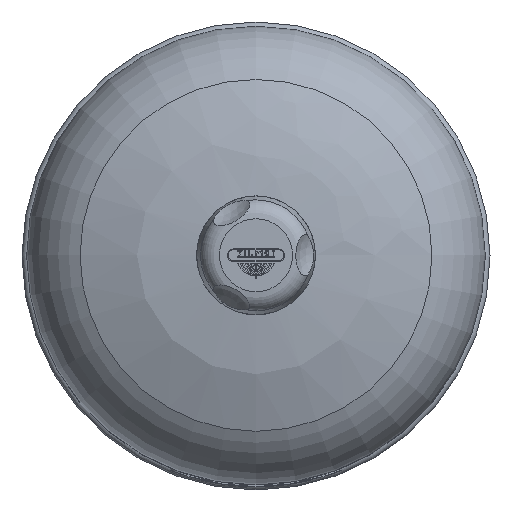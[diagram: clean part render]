
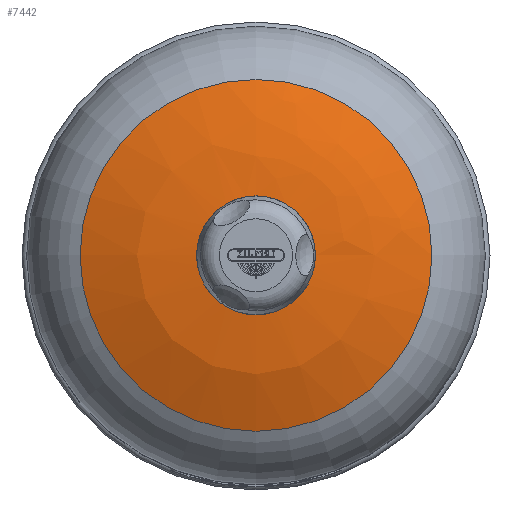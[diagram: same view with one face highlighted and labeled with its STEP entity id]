
A CAD part, top view. The second image highlights one B-rep face of the part: STEP entity #7442.
In plain terms, the highlighted free-form (B-spline) face has degree [2, 2] with [3, 9] control points.
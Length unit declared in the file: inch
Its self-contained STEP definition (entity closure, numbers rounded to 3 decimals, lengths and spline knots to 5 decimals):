
#16=(
BOUNDED_SURFACE()
B_SPLINE_SURFACE(2,2,((#13139,#13140,#13141,#13142,#13143,#13144,#13145,
#13146,#13147),(#13148,#13149,#13150,#13151,#13152,#13153,#13154,#13155,
#13156),(#13157,#13158,#13159,#13160,#13161,#13162,#13163,#13164,#13165)),
 .UNSPECIFIED.,.F.,.T.,.F.)
B_SPLINE_SURFACE_WITH_KNOTS((3,3),(3,2,2,2,3),(1.14867,1.54787),
(-3.14159,-1.5708,0.,1.5708,3.14159),
 .UNSPECIFIED.)
GEOMETRIC_REPRESENTATION_ITEM()
RATIONAL_B_SPLINE_SURFACE(((1.,0.707,1.,0.707,1.,
0.707,1.,0.707,1.),(0.98,0.693,
0.98,0.693,0.98,0.693,0.98,
0.693,0.98),(1.,0.707,1.,0.707,
1.,0.707,1.,0.707,1.)))
REPRESENTATION_ITEM('')
SURFACE()
);
#53=(
BOUNDED_CURVE()
B_SPLINE_CURVE(2,(#13171,#13172,#13173),.UNSPECIFIED.,.F.,.F.)
B_SPLINE_CURVE_WITH_KNOTS((3,3),(-1.54787,-1.14867),
 .UNSPECIFIED.)
CURVE()
GEOMETRIC_REPRESENTATION_ITEM()
RATIONAL_B_SPLINE_CURVE((1.,0.98,1.))
REPRESENTATION_ITEM('')
);
#1866=FACE_OUTER_BOUND('',#2393,.T.);
#2393=EDGE_LOOP('',(#5694,#5695,#5696,#5697,#5698,#5699));
#2724=CIRCLE('',#8056,1.37576);
#2725=CIRCLE('',#8057,1.37576);
#2726=CIRCLE('',#8058,4.07746);
#2727=CIRCLE('',#8059,4.07746);
#3254=VERTEX_POINT('',#13166);
#3255=VERTEX_POINT('',#13167);
#3256=VERTEX_POINT('',#13170);
#3257=VERTEX_POINT('',#13174);
#4112=EDGE_CURVE('',#3254,#3255,#2724,.T.);
#4113=EDGE_CURVE('',#3255,#3254,#2725,.T.);
#4114=EDGE_CURVE('',#3255,#3256,#53,.T.);
#4115=EDGE_CURVE('',#3256,#3257,#2726,.T.);
#4116=EDGE_CURVE('',#3257,#3256,#2727,.T.);
#5694=ORIENTED_EDGE('',*,*,#4112,.F.);
#5695=ORIENTED_EDGE('',*,*,#4113,.F.);
#5696=ORIENTED_EDGE('',*,*,#4114,.T.);
#5697=ORIENTED_EDGE('',*,*,#4115,.T.);
#5698=ORIENTED_EDGE('',*,*,#4116,.T.);
#5699=ORIENTED_EDGE('',*,*,#4114,.F.);
#7442=ADVANCED_FACE('',(#1866),#16,.F.);
#8056=AXIS2_PLACEMENT_3D('',#13168,#9496,#9497);
#8057=AXIS2_PLACEMENT_3D('',#13169,#9498,#9499);
#8058=AXIS2_PLACEMENT_3D('',#13175,#9500,#9501);
#8059=AXIS2_PLACEMENT_3D('',#13176,#9502,#9503);
#9496=DIRECTION('center_axis',(0.,0.,
1.));
#9497=DIRECTION('ref_axis',(1.,0.,0.));
#9498=DIRECTION('center_axis',(0.,0.,
1.));
#9499=DIRECTION('ref_axis',(1.,0.,0.));
#9500=DIRECTION('center_axis',(0.,0.,
1.));
#9501=DIRECTION('ref_axis',(0.,-1.,0.));
#9502=DIRECTION('center_axis',(0.,0.,
1.));
#9503=DIRECTION('ref_axis',(0.,-1.,0.));
#13139=CARTESIAN_POINT('Ctrl Pts',(1338.14115,4.07746,22.31793));
#13140=CARTESIAN_POINT('Ctrl Pts',(1334.06369,4.07746,22.31793));
#13141=CARTESIAN_POINT('Ctrl Pts',(1334.06369,0.,
22.31793));
#13142=CARTESIAN_POINT('Ctrl Pts',(1334.06369,-4.07746,22.31793));
#13143=CARTESIAN_POINT('Ctrl Pts',(1338.14115,-4.07746,22.31793));
#13144=CARTESIAN_POINT('Ctrl Pts',(1342.21861,-4.07746,22.31793));
#13145=CARTESIAN_POINT('Ctrl Pts',(1342.21861,0.,
22.31793));
#13146=CARTESIAN_POINT('Ctrl Pts',(1342.21861,4.07746,22.31793));
#13147=CARTESIAN_POINT('Ctrl Pts',(1338.14115,4.07746,22.31793));
#13148=CARTESIAN_POINT('Ctrl Pts',(1338.14115,2.78845,22.89686));
#13149=CARTESIAN_POINT('Ctrl Pts',(1335.3527,2.78845,22.89686));
#13150=CARTESIAN_POINT('Ctrl Pts',(1335.3527,0.,
22.89686));
#13151=CARTESIAN_POINT('Ctrl Pts',(1335.3527,-2.78845,22.89686));
#13152=CARTESIAN_POINT('Ctrl Pts',(1338.14115,-2.78845,22.89686));
#13153=CARTESIAN_POINT('Ctrl Pts',(1340.9296,-2.78845,22.89686));
#13154=CARTESIAN_POINT('Ctrl Pts',(1340.9296,0.,
22.89686));
#13155=CARTESIAN_POINT('Ctrl Pts',(1340.9296,2.78845,22.89686));
#13156=CARTESIAN_POINT('Ctrl Pts',(1338.14115,2.78845,22.89686));
#13157=CARTESIAN_POINT('Ctrl Pts',(1338.14115,1.37576,22.92925));
#13158=CARTESIAN_POINT('Ctrl Pts',(1336.76539,1.37576,22.92925));
#13159=CARTESIAN_POINT('Ctrl Pts',(1336.76539,0.,
22.92925));
#13160=CARTESIAN_POINT('Ctrl Pts',(1336.76539,-1.37576,22.92925));
#13161=CARTESIAN_POINT('Ctrl Pts',(1338.14115,-1.37576,22.92925));
#13162=CARTESIAN_POINT('Ctrl Pts',(1339.51691,-1.37576,22.92925));
#13163=CARTESIAN_POINT('Ctrl Pts',(1339.51691,0.,
22.92925));
#13164=CARTESIAN_POINT('Ctrl Pts',(1339.51691,1.37576,22.92925));
#13165=CARTESIAN_POINT('Ctrl Pts',(1338.14115,1.37576,22.92925));
#13166=CARTESIAN_POINT('',(1338.14115,-1.37576,22.92925));
#13167=CARTESIAN_POINT('',(1338.14115,1.37576,22.92925));
#13168=CARTESIAN_POINT('Origin',(1338.14115,0.,
22.92925));
#13169=CARTESIAN_POINT('Origin',(1338.14115,0.,
22.92925));
#13170=CARTESIAN_POINT('',(1338.14115,4.07746,22.31793));
#13171=CARTESIAN_POINT('Ctrl Pts',(1338.14115,1.37576,22.92925));
#13172=CARTESIAN_POINT('Ctrl Pts',(1338.14115,2.78845,22.89686));
#13173=CARTESIAN_POINT('Ctrl Pts',(1338.14115,4.07746,22.31793));
#13174=CARTESIAN_POINT('',(1338.14115,-4.07746,22.31793));
#13175=CARTESIAN_POINT('Origin',(1338.14115,0.,
22.31793));
#13176=CARTESIAN_POINT('Origin',(1338.14115,0.,
22.31793));
